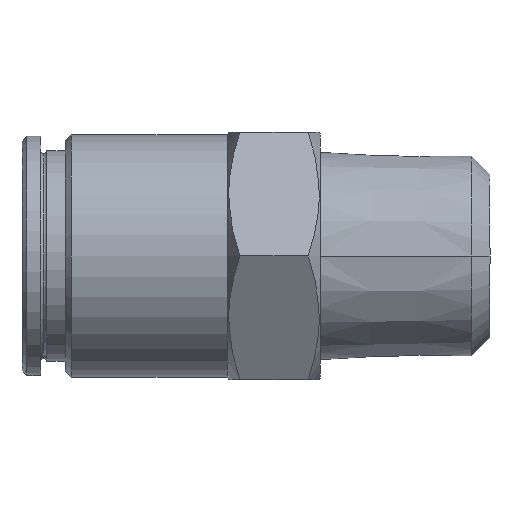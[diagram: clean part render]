
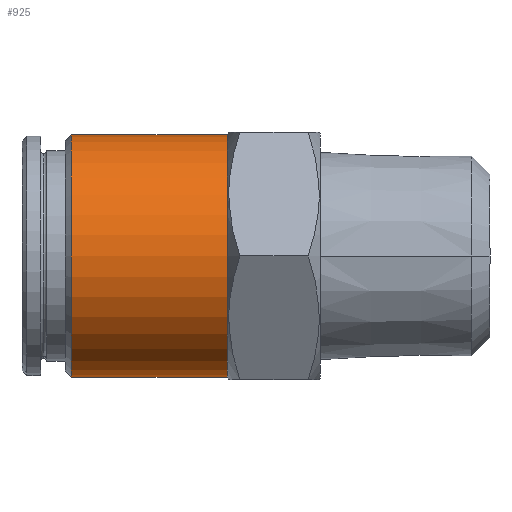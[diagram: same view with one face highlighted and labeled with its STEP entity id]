
A CAD part, left-side view. The second image highlights one B-rep face of the part: STEP entity #925.
In plain terms, the highlighted cylindrical face has radius 7.85 mm (diameter 15.7 mm), a partial arc.
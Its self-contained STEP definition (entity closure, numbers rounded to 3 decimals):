
#102 = DIRECTION ( 'NONE',  ( 0., 0., -1. ) ) ;
#130 = DIRECTION ( 'NONE',  ( 0., 0., -1. ) ) ;
#131 = DIRECTION ( 'NONE',  ( 0., -1., 0. ) ) ;
#132 = CARTESIAN_POINT ( 'NONE',  ( 0., 17., 0. ) ) ;
#133 = AXIS2_PLACEMENT_3D ( 'NONE', #132, #131, #130 ) ;
#134 = CIRCLE ( 'NONE', #133, 7.85 ) ;
#144 = CARTESIAN_POINT ( 'NONE',  ( 0., 27.1, 0. ) ) ;
#145 = DIRECTION ( 'NONE',  ( 0., -1., 0. ) ) ;
#146 = CARTESIAN_POINT ( 'NONE',  ( 0., 0., 0. ) ) ;
#147 = AXIS2_PLACEMENT_3D ( 'NONE', #146, #145, #102 ) ;
#148 = CYLINDRICAL_SURFACE ( 'NONE', #147, 7.85 ) ;
#149 = DIRECTION ( 'NONE',  ( 0., 0., -1. ) ) ;
#150 = CIRCLE ( 'NONE', #153, 7.85 ) ;
#151 = FACE_OUTER_BOUND ( 'NONE', #926, .T. ) ;
#152 = DIRECTION ( 'NONE',  ( 0., -1., 0. ) ) ;
#153 = AXIS2_PLACEMENT_3D ( 'NONE', #144, #152, #149 ) ;
#208 = CARTESIAN_POINT ( 'NONE',  ( 0., 0., 7.85 ) ) ;
#210 = LINE ( 'NONE', #208, #216 ) ;
#215 = DIRECTION ( 'NONE',  ( 0., -1., 0. ) ) ;
#216 = VECTOR ( 'NONE', #215, 1000. ) ;
#219 = CARTESIAN_POINT ( 'NONE',  ( 0., 0., -7.85 ) ) ;
#220 = LINE ( 'NONE', #219, #232 ) ;
#231 = DIRECTION ( 'NONE',  ( 0., -1., 0. ) ) ;
#232 = VECTOR ( 'NONE', #231, 1000. ) ;
#258 = CARTESIAN_POINT ( 'NONE',  ( 0., 27.1, -7.85 ) ) ;
#662 = CARTESIAN_POINT ( 'NONE',  ( 0., 27.1, 7.85 ) ) ;
#715 = VERTEX_POINT ( 'NONE', #1226 ) ;
#862 = VERTEX_POINT ( 'NONE', #1484 ) ;
#903 = ORIENTED_EDGE ( 'NONE', *, *, #961, .T. ) ;
#904 = ORIENTED_EDGE ( 'NONE', *, *, #921, .F. ) ;
#905 = VERTEX_POINT ( 'NONE', #662 ) ;
#921 = EDGE_CURVE ( 'NONE', #862, #715, #134, .T. ) ;
#924 = EDGE_CURVE ( 'NONE', #905, #988, #150, .T. ) ;
#925 = ADVANCED_FACE ( 'NONE', ( #151 ), #148, .T. ) ;
#926 = EDGE_LOOP ( 'NONE', ( #939, #940, #903, #904 ) ) ;
#939 = ORIENTED_EDGE ( 'NONE', *, *, #958, .F. ) ;
#940 = ORIENTED_EDGE ( 'NONE', *, *, #924, .T. ) ;
#958 = EDGE_CURVE ( 'NONE', #905, #862, #210, .T. ) ;
#961 = EDGE_CURVE ( 'NONE', #988, #715, #220, .T. ) ;
#988 = VERTEX_POINT ( 'NONE', #258 ) ;
#1226 = CARTESIAN_POINT ( 'NONE',  ( 0., 17., -7.85 ) ) ;
#1484 = CARTESIAN_POINT ( 'NONE',  ( 0., 17., 7.85 ) ) ;
